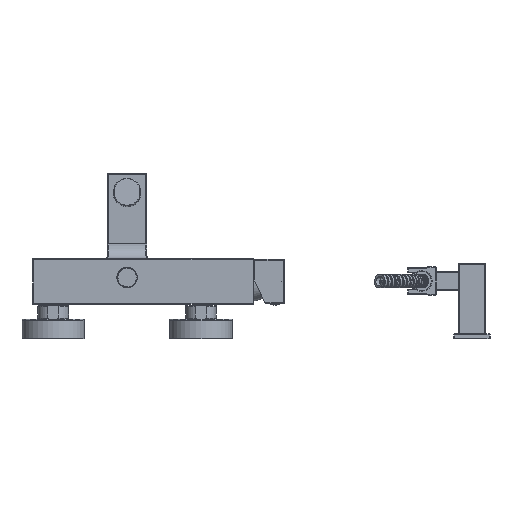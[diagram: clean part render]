
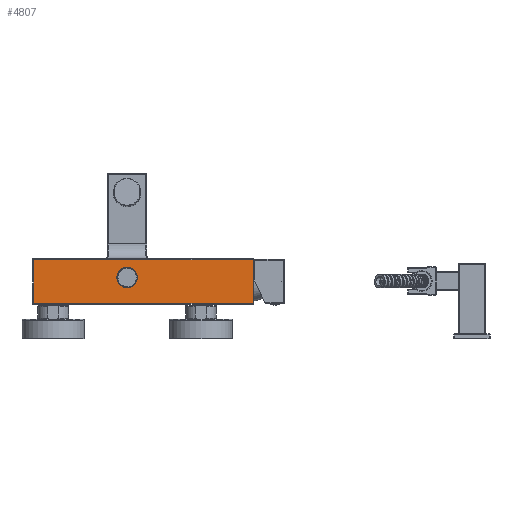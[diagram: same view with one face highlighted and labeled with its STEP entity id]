
A CAD part, front view. The second image highlights one B-rep face of the part: STEP entity #4807.
In plain terms, the highlighted planar face has unit normal (0, -1, 0).
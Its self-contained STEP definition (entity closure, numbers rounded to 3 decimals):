
#281=DIRECTION('',(1.,0.,0.));
#282=VECTOR('',#281,223.);
#283=CARTESIAN_POINT('',(-95.,-23.25,-22.25));
#284=LINE('',#283,#282);
#285=DIRECTION('',(0.,0.,-1.));
#286=VECTOR('',#285,44.5);
#287=CARTESIAN_POINT('',(-95.,-23.25,22.25));
#288=LINE('',#287,#286);
#289=DIRECTION('',(-1.,0.,0.));
#290=VECTOR('',#289,223.);
#291=CARTESIAN_POINT('',(128.,-23.25,22.25));
#292=LINE('',#291,#290);
#293=DIRECTION('',(0.,0.,-1.));
#294=VECTOR('',#293,44.5);
#295=CARTESIAN_POINT('',(128.,-23.25,22.25));
#296=LINE('',#295,#294);
#914=CARTESIAN_POINT('',(0.,-23.25,4.));
#915=DIRECTION('',(0.,-1.,0.));
#916=DIRECTION('',(0.,0.,-1.));
#917=AXIS2_PLACEMENT_3D('',#914,#915,#916);
#923=CARTESIAN_POINT('',(0.,-23.25,4.));
#924=DIRECTION('',(0.,-1.,0.));
#925=DIRECTION('',(0.,0.,1.));
#926=AXIS2_PLACEMENT_3D('',#923,#924,#925);
#4197=CARTESIAN_POINT('',(-95.,-23.25,22.25));
#4198=CARTESIAN_POINT('',(-95.,-23.25,-22.25));
#4199=VERTEX_POINT('',#4197);
#4200=VERTEX_POINT('',#4198);
#4209=CARTESIAN_POINT('',(128.,-23.25,22.25));
#4210=CARTESIAN_POINT('',(128.,-23.25,-22.25));
#4211=VERTEX_POINT('',#4209);
#4212=VERTEX_POINT('',#4210);
#4424=CARTESIAN_POINT('',(0.,-23.25,-5.8));
#4425=CARTESIAN_POINT('',(0.,-23.25,13.8));
#4426=VERTEX_POINT('',#4424);
#4427=VERTEX_POINT('',#4425);
#4788=CARTESIAN_POINT('',(-96.,-23.25,23.25));
#4789=DIRECTION('',(0.,-1.,0.));
#4790=DIRECTION('',(0.,0.,-1.));
#4791=AXIS2_PLACEMENT_3D('',#4788,#4789,#4790);
#4792=PLANE('',#4791);
#4794=ORIENTED_EDGE('',*,*,#4793,.F.);
#4796=ORIENTED_EDGE('',*,*,#4795,.F.);
#4797=ORIENTED_EDGE('',*,*,#4773,.F.);
#4798=ORIENTED_EDGE('',*,*,#4718,.T.);
#4799=EDGE_LOOP('',(#4794,#4796,#4797,#4798));
#4800=FACE_OUTER_BOUND('',#4799,.F.);
#4802=ORIENTED_EDGE('',*,*,#4801,.T.);
#4804=ORIENTED_EDGE('',*,*,#4803,.T.);
#4805=EDGE_LOOP('',(#4802,#4804));
#4806=FACE_BOUND('',#4805,.F.);
#4807=ADVANCED_FACE('',(#4800,#4806),#4792,.T.);
#918=CIRCLE('',#917,9.8);
#927=CIRCLE('',#926,9.8);
#4718=EDGE_CURVE('',#4211,#4212,#296,.T.);
#4773=EDGE_CURVE('',#4211,#4199,#292,.T.);
#4793=EDGE_CURVE('',#4200,#4212,#284,.T.);
#4795=EDGE_CURVE('',#4199,#4200,#288,.T.);
#4801=EDGE_CURVE('',#4426,#4427,#918,.T.);
#4803=EDGE_CURVE('',#4427,#4426,#927,.T.);
